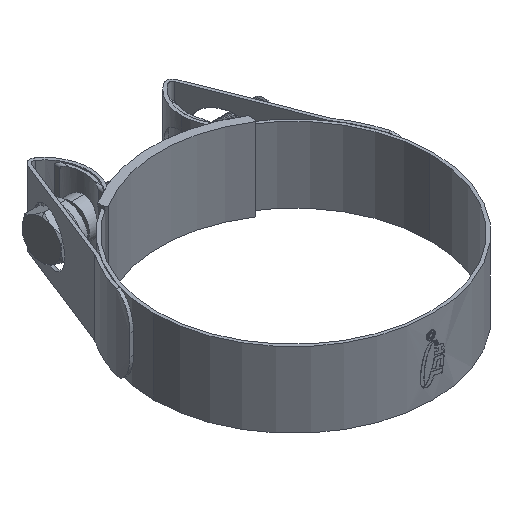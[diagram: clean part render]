
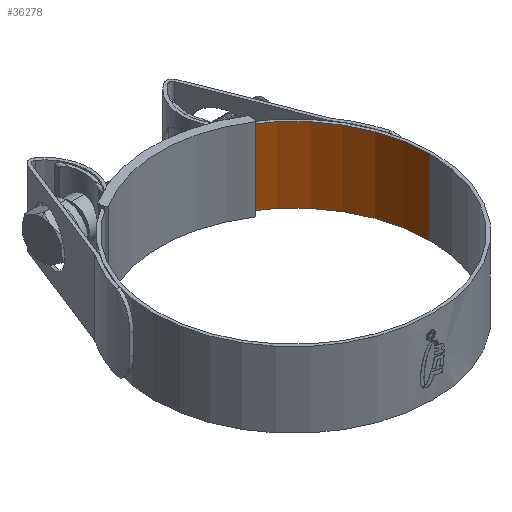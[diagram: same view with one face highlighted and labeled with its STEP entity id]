
A CAD part, isometric view. The second image highlights one B-rep face of the part: STEP entity #36278.
In plain terms, the highlighted cylindrical face has radius 45.5 mm (diameter 91 mm), a partial arc.
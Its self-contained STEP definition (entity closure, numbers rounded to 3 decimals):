
#795 = AXIS2_PLACEMENT_3D ( 'NONE', #14966, #26389, #6357 ) ;
#1081 = VERTEX_POINT ( 'NONE', #36277 ) ;
#2615 = LINE ( 'NONE', #22833, #16015 ) ;
#5401 = EDGE_CURVE ( 'NONE', #10208, #1081, #9426, .T. ) ;
#6357 = DIRECTION ( 'NONE',  ( -1., 0., 0. ) ) ;
#6557 = EDGE_CURVE ( 'NONE', #27785, #1081, #19812, .T. ) ;
#8151 = DIRECTION ( 'NONE',  ( 0., 0., -1. ) ) ;
#9426 = LINE ( 'NONE', #17988, #9466 ) ;
#9466 = VECTOR ( 'NONE', #29611, 1000. ) ;
#10208 = VERTEX_POINT ( 'NONE', #31506 ) ;
#10452 = CARTESIAN_POINT ( 'NONE',  ( 0., 0., -12.5 ) ) ;
#10612 = VERTEX_POINT ( 'NONE', #16406 ) ;
#14231 = AXIS2_PLACEMENT_3D ( 'NONE', #30331, #15474, #21733 ) ;
#14966 = CARTESIAN_POINT ( 'NONE',  ( 0., 0., 12.5 ) ) ;
#15474 = DIRECTION ( 'NONE',  ( 0., 0., -1. ) ) ;
#16015 = VECTOR ( 'NONE', #8151, 1000. ) ;
#16406 = CARTESIAN_POINT ( 'NONE',  ( 22.75, 39.404, 12.5 ) ) ;
#16528 = EDGE_CURVE ( 'NONE', #10612, #10208, #30658, .T. ) ;
#17988 = CARTESIAN_POINT ( 'NONE',  ( 45.5, 0., 12.5 ) ) ;
#18372 = CARTESIAN_POINT ( 'NONE',  ( 22.75, 39.404, -12.5 ) ) ;
#19812 = CIRCLE ( 'NONE', #21649, 45.5 ) ;
#21649 = AXIS2_PLACEMENT_3D ( 'NONE', #10452, #31031, #22056 ) ;
#21733 = DIRECTION ( 'NONE',  ( -1., 0., 0. ) ) ;
#21767 = ORIENTED_EDGE ( 'NONE', *, *, #6557, .T. ) ;
#22056 = DIRECTION ( 'NONE',  ( -1., 0., 0. ) ) ;
#22833 = CARTESIAN_POINT ( 'NONE',  ( 22.75, 39.404, 12.5 ) ) ;
#26389 = DIRECTION ( 'NONE',  ( 0., 0., -1. ) ) ;
#27785 = VERTEX_POINT ( 'NONE', #18372 ) ;
#28048 = ORIENTED_EDGE ( 'NONE', *, *, #5401, .F. ) ;
#29429 = ORIENTED_EDGE ( 'NONE', *, *, #16528, .F. ) ;
#29611 = DIRECTION ( 'NONE',  ( 0., 0., -1. ) ) ;
#30331 = CARTESIAN_POINT ( 'NONE',  ( 0., 0., 12.5 ) ) ;
#30658 = CIRCLE ( 'NONE', #14231, 45.5 ) ;
#31031 = DIRECTION ( 'NONE',  ( 0., 0., -1. ) ) ;
#31506 = CARTESIAN_POINT ( 'NONE',  ( 45.5, 0., 12.5 ) ) ;
#32108 = CYLINDRICAL_SURFACE ( 'NONE', #795, 45.5 ) ;
#32150 = EDGE_LOOP ( 'NONE', ( #28048, #29429, #36996, #21767 ) ) ;
#32297 = FACE_OUTER_BOUND ( 'NONE', #32150, .T. ) ;
#35155 = EDGE_CURVE ( 'NONE', #10612, #27785, #2615, .T. ) ;
#36277 = CARTESIAN_POINT ( 'NONE',  ( 45.5, 0., -12.5 ) ) ;
#36278 = ADVANCED_FACE ( 'NONE', ( #32297 ), #32108, .F. ) ;
#36996 = ORIENTED_EDGE ( 'NONE', *, *, #35155, .T. ) ;
